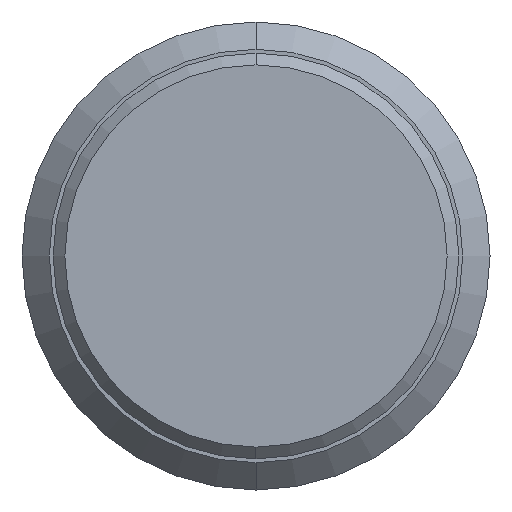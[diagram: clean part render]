
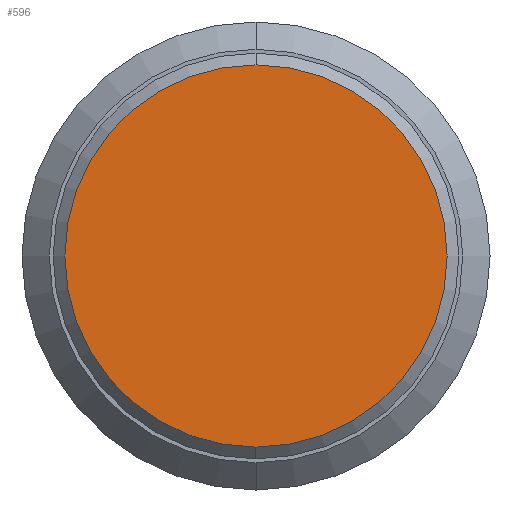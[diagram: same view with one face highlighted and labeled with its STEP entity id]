
A CAD part, front view. The second image highlights one B-rep face of the part: STEP entity #596.
In plain terms, the highlighted planar face has unit normal (0, -1, 0).
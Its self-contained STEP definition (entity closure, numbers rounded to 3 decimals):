
#596=ADVANCED_FACE('',(#1331),#1332,.T.);
#1331=FACE_OUTER_BOUND('',#2199,.T.);
#1332=PLANE('',#2200);
#2199=EDGE_LOOP('',(#3847,#3848));
#2200=AXIS2_PLACEMENT_3D('',#3849,#3850,#3851);
#3847=ORIENTED_EDGE('',*,*,#5427,.T.);
#3848=ORIENTED_EDGE('',*,*,#5556,.T.);
#3849=CARTESIAN_POINT('',(0.0,-8.0,2.45));
#3850=DIRECTION('',(0.0,-1.0,0.0));
#3851=DIRECTION('',(0.0,0.0,1.0));
#5427=EDGE_CURVE('',#6574,#6576,#6578,.T.);
#5556=EDGE_CURVE('',#6576,#6574,#6762,.T.);
#6574=VERTEX_POINT('',#8483);
#6576=VERTEX_POINT('',#8486);
#6578=CIRCLE('',#8489,4.9);
#6762=CIRCLE('',#8913,4.9);
#8483=CARTESIAN_POINT('',(0.0,-8.0,4.9));
#8486=CARTESIAN_POINT('',(0.,-8.0,-4.9));
#8489=AXIS2_PLACEMENT_3D('',#9891,#9892,#9893);
#8913=AXIS2_PLACEMENT_3D('',#10068,#10069,#10070);
#9891=CARTESIAN_POINT('',(0.0,-8.0,0.0));
#9892=DIRECTION('',(0.0,-1.0,0.0));
#9893=DIRECTION('',(0.0,0.0,1.0));
#10068=CARTESIAN_POINT('',(0.0,-8.0,0.0));
#10069=DIRECTION('',(0.0,-1.0,0.0));
#10070=DIRECTION('',(0.0,0.0,1.0));
